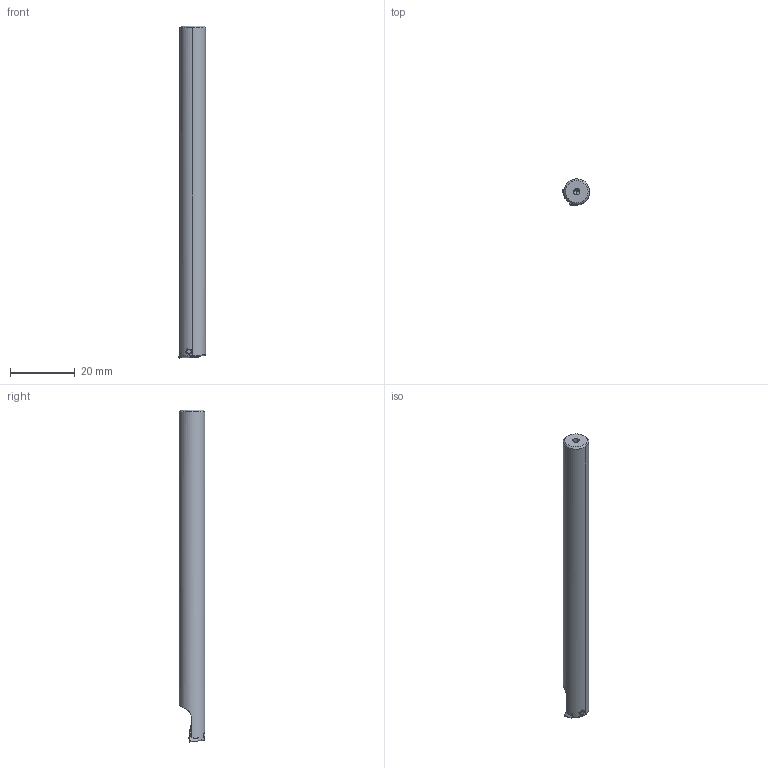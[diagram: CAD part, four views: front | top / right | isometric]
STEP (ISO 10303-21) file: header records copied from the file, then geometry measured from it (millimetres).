
FILE_DESCRIPTION(('no description'),'unknown implementation level');
FILE_NAME('4CCF468D-96EE-43DE-A398-7611BFC1076F_export.stp',' ',('CIMSOURCE GmbH'),('CADClick - KiM GmbH - www.kimweb.de'),'unknown preprocess','ACIS','unknown authorization');
FILE_SCHEMA(('automotive_design'));
Length unit declared in the file: millimetre
Products named in the file (3): 615.213 Kaiser E9 TP07 x 105HM|694.103 Kaiser ETL M2x4.8 T6 IP 10S;Kreismuster1; 615.213 Kaiser E9 TP07 x 105HM|651.735 Kaiser TPGT 070203 K10C;Kombinieren1; 615.213 Kaiser E9 TP07 x 105HM|615.213 Kaiser E9 TP07 x 105HM;Schnitt-Rotation1
Bounding box: 8.45 x 8.01 x 102.95 mm (x, y, z)
Volume: 4620.6 mm3; surface area: 3363.8 mm2
Topology: 3 solids, 3 shells, 82 faces, 207 edges, 125 vertices
Faces by surface type: cylinder 33, cone 22, plane 19, torus 6, bspline 2
Entity records: 6927 total; most frequent: CARTESIAN_POINT 2580, DIRECTION 452, STYLED_ITEM 410, PRESENTATION_STYLE_ASSIGNMENT 410, COLOUR_RGB 410, ORIENTED_EDGE 400, EDGE_CURVE 200, CURVE_STYLE 200
